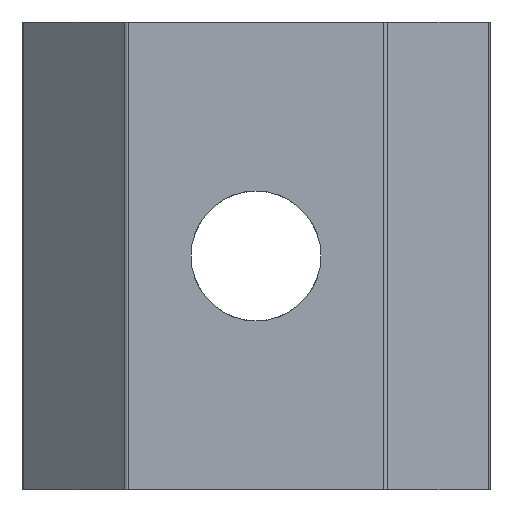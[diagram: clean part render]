
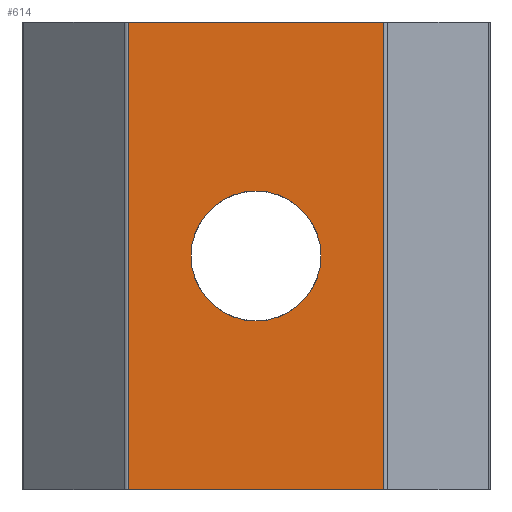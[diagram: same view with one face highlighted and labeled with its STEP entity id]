
A CAD part, front view. The second image highlights one B-rep face of the part: STEP entity #614.
In plain terms, the highlighted planar face has unit normal (0, -1, 0).
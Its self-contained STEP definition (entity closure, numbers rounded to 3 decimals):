
#18 = VERTEX_POINT ( 'NONE', #239 ) ;
#21 = VERTEX_POINT ( 'NONE', #243 ) ;
#24 = VERTEX_POINT ( 'NONE', #223 ) ;
#78 = DIRECTION ( 'NONE',  ( 0., 0., 1. ) ) ;
#80 = DIRECTION ( 'NONE',  ( 0., 1., 0. ) ) ;
#82 = CARTESIAN_POINT ( 'NONE',  ( 0., -4.5, 0. ) ) ;
#101 = DIRECTION ( 'NONE',  ( 0., 0., 1. ) ) ;
#104 = DIRECTION ( 'NONE',  ( 0., 1., 0. ) ) ;
#119 = PLANE ( 'NONE',  #732 ) ;
#127 = CARTESIAN_POINT ( 'NONE',  ( 0., -4.5, 9. ) ) ;
#213 = CARTESIAN_POINT ( 'NONE',  ( 0., -4.5, -2.5 ) ) ;
#221 = CARTESIAN_POINT ( 'NONE',  ( 0., -4.5, 2.5 ) ) ;
#223 = CARTESIAN_POINT ( 'NONE',  ( -4.917, -4.5, -9. ) ) ;
#239 = CARTESIAN_POINT ( 'NONE',  ( 4.917, -4.5, -9. ) ) ;
#243 = CARTESIAN_POINT ( 'NONE',  ( 4.917, -4.5, 9. ) ) ;
#249 = CARTESIAN_POINT ( 'NONE',  ( -4.917, -4.5, 9. ) ) ;
#263 = ORIENTED_EDGE ( 'NONE', *, *, #791, .F. ) ;
#264 = ORIENTED_EDGE ( 'NONE', *, *, #792, .T. ) ;
#265 = EDGE_LOOP ( 'NONE', ( #263, #264, #691, #635 ) ) ;
#288 = EDGE_LOOP ( 'NONE', ( #690, #637 ) ) ;
#316 = DIRECTION ( 'NONE',  ( 1., 0., 0. ) ) ;
#317 = CARTESIAN_POINT ( 'NONE',  ( 0., -4.5, -9. ) ) ;
#318 = DIRECTION ( 'NONE',  ( 0., 0., 1. ) ) ;
#322 = DIRECTION ( 'NONE',  ( 0., 0., -1. ) ) ;
#324 = CARTESIAN_POINT ( 'NONE',  ( -4.917, -4.5, -9. ) ) ;
#325 = DIRECTION ( 'NONE',  ( 0., 0., 1. ) ) ;
#326 = DIRECTION ( 'NONE',  ( 0., 1., 0. ) ) ;
#327 = CARTESIAN_POINT ( 'NONE',  ( 0., -4.5, 0. ) ) ;
#328 = CARTESIAN_POINT ( 'NONE',  ( 4.917, -4.5, 9. ) ) ;
#357 = CARTESIAN_POINT ( 'NONE',  ( 0., -4.5, 9. ) ) ;
#359 = DIRECTION ( 'NONE',  ( 1., 0., 0. ) ) ;
#427 = VERTEX_POINT ( 'NONE', #221 ) ;
#445 = VERTEX_POINT ( 'NONE', #249 ) ;
#455 = FACE_BOUND ( 'NONE', #288, .T. ) ;
#463 = FACE_OUTER_BOUND ( 'NONE', #265, .T. ) ;
#464 = VERTEX_POINT ( 'NONE', #213 ) ;
#479 = LINE ( 'NONE', #317, #606 ) ;
#480 = VECTOR ( 'NONE', #322, 1000. ) ;
#481 = VECTOR ( 'NONE', #359, 1000. ) ;
#482 = LINE ( 'NONE', #324, #480 ) ;
#483 = LINE ( 'NONE', #357, #481 ) ;
#486 = CIRCLE ( 'NONE', #721, 2.5 ) ;
#487 = LINE ( 'NONE', #328, #498 ) ;
#498 = VECTOR ( 'NONE', #318, 1000. ) ;
#535 = CIRCLE ( 'NONE', #723, 2.5 ) ;
#606 = VECTOR ( 'NONE', #316, 1000. ) ;
#614 = ADVANCED_FACE ( 'NONE', ( #455, #463 ), #119, .F. ) ;
#635 = ORIENTED_EDGE ( 'NONE', *, *, #793, .T. ) ;
#637 = ORIENTED_EDGE ( 'NONE', *, *, #764, .T. ) ;
#690 = ORIENTED_EDGE ( 'NONE', *, *, #790, .T. ) ;
#691 = ORIENTED_EDGE ( 'NONE', *, *, #795, .T. ) ;
#721 = AXIS2_PLACEMENT_3D ( 'NONE', #327, #326, #325 ) ;
#723 = AXIS2_PLACEMENT_3D ( 'NONE', #82, #80, #78 ) ;
#732 = AXIS2_PLACEMENT_3D ( 'NONE', #127, #104, #101 ) ;
#764 = EDGE_CURVE ( 'NONE', #464, #427, #535, .T. ) ;
#790 = EDGE_CURVE ( 'NONE', #427, #464, #486, .T. ) ;
#791 = EDGE_CURVE ( 'NONE', #445, #21, #483, .T. ) ;
#792 = EDGE_CURVE ( 'NONE', #445, #24, #482, .T. ) ;
#793 = EDGE_CURVE ( 'NONE', #18, #21, #487, .T. ) ;
#795 = EDGE_CURVE ( 'NONE', #24, #18, #479, .T. ) ;
